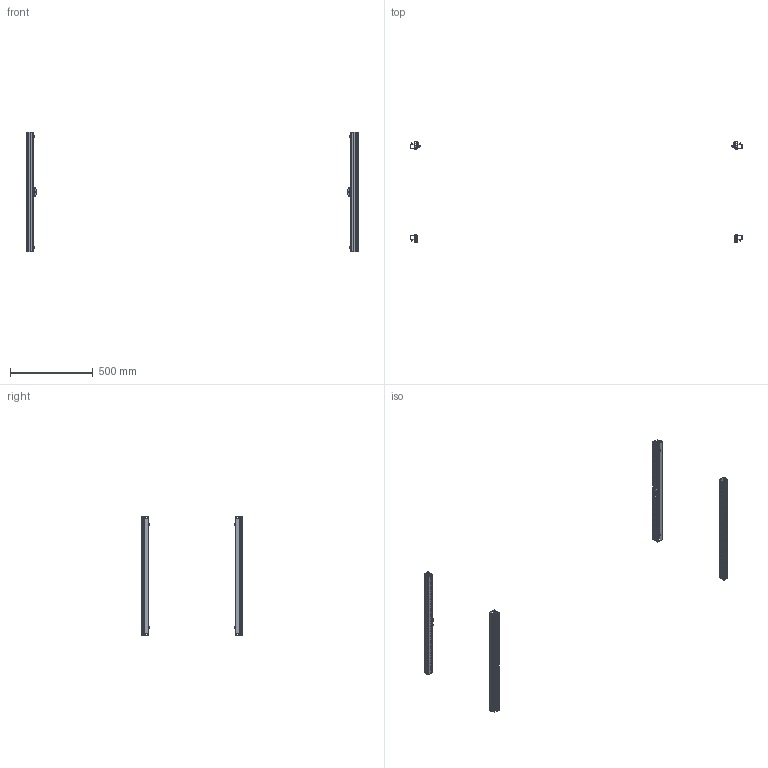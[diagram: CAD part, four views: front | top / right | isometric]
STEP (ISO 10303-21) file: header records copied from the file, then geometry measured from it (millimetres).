
FILE_DESCRIPTION (( 'STEP AP214' ), '1' );
FILE_NAME ('FCM800 Ïðîôèëè ïîïåðå÷íûå.step', '2020-11-05T18:00:53', ( '' ), ( '' ), 'SwSTEP 2.0', 'SolidWorks 2019', '' );
FILE_SCHEMA (( 'AUTOMOTIVE_DESIGN' ));
Length unit declared in the file: millimetre
Products named in the file (41): Âèíò ñàìîíàðåçàþùèé Ì6 DIN 7516À; AVT001.00.00.05 Êðîíøòåéí ñîåäèíèòåëüíûé_èçâ0035_05.19; AVT001.00.00.05 Êðîíøòåéí ñîåäèíèòåëüíûé_èçâ0035_05.19_00; FCM800 Ïðîôèëè ïîïåðå÷íûå; Âèíò ñàìîíàðåçàþùèé Ì6 DIN 7516À_6å16; Ãàéêà êëåòåâàÿ Ì6_3À; AVT001.00.00.01 Ïðîôèëü ïîïåðå÷íûé_èçâ0024_01.19; AVT001.00.00.01 Ïðîôèëü ïîïåðå÷íûé_èçâ0024_01.19_00
Assembly tree (36 placements, depth 2):
  Âèíò ñàìîíàðåçàþùèé Ì6 DIN 7516À
  Âèíò ñàìîíàðåçàþùèé Ì6 DIN 7516À
  Âèíò ñàìîíàðåçàþùèé Ì6 DIN 7516À
  Âèíò ñàìîíàðåçàþùèé Ì6 DIN 7516À
  Âèíò ñàìîíàðåçàþùèé Ì6 DIN 7516À
Bounding box: 2010 x 610 x 725 mm (x, y, z)
Volume: 793553 mm3; surface area: 1011676.3 mm2
Topology: 36 solids, 36 shells, 3100 faces, 8952 edges, 5944 vertices
Faces by surface type: plane 2068, cylinder 976, sphere 56
Entity records: 24649 total; most frequent: CARTESIAN_POINT 4217, ORIENTED_EDGE 4086, DIRECTION 3955, EDGE_CURVE 2043, VECTOR 1555, LINE 1555, VERTEX_POINT 1350, AXIS2_PLACEMENT_3D 1200
